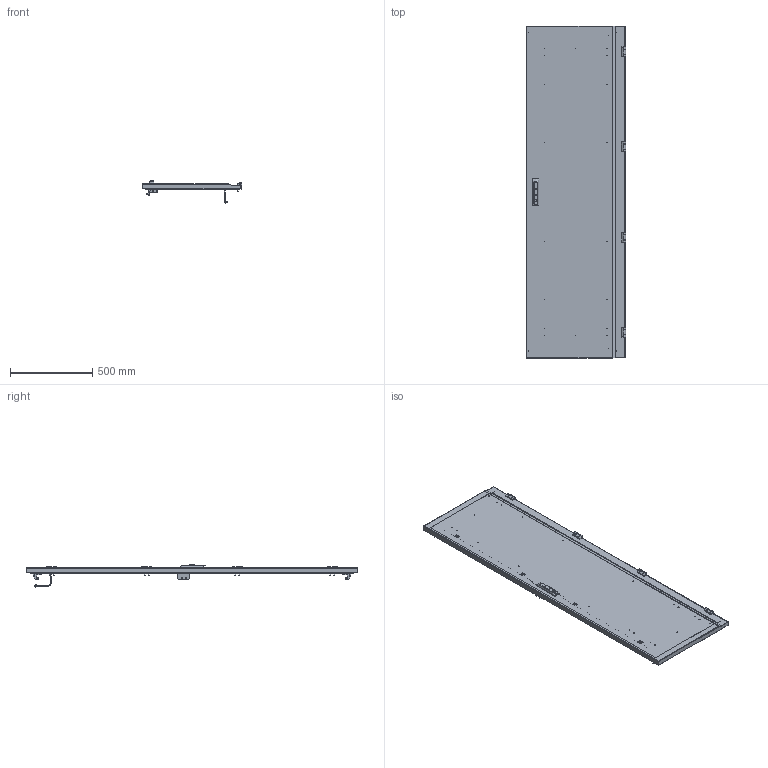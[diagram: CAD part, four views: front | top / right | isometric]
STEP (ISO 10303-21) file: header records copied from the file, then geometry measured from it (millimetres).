
FILE_DESCRIPTION (( 'STEP AP214' ), '1' );
FILE_NAME ('D2M600WP Äâåðü ãëóõàÿ_èçâ0038_06.19.step', '2020-11-05T13:52:47', ( '' ), ( '' ), 'SwSTEP 2.0', 'SolidWorks 2019', '' );
FILE_SCHEMA (( 'AUTOMOTIVE_DESIGN' ));
Length unit declared in the file: millimetre
Products named in the file (158): Íàêîíå÷èê êîëüöåâîé èçîëèðîâàííûé ÍÊÈ 6,0_6; 1000-67-02; Òÿãà_â; Øïèëüêà 6õ20; 1121-01-07; ﾘ琺矜 01.019 ﾃﾎﾑﾒ11371-78; AVT001.00.00.08 青鲥颻00; Òÿãà ñ ðîëèêîì ILM01.21.820 Atos; D6799_5; Øïèëüêà 4õ12; Êðîíøòåéí ïåòëè 1110-U122; Âèíò Ì6 ÃÎÑÒ17475-78; Íàêîíå÷èê êîëüöåâîé èçîëèðîâàííûé ÍÊÈ 6,0; ﾘ琺矜 65ﾃ 019 ﾃﾎﾑﾒ 6402-70; Ãàéêà ÃÎÑÒ 5915-70; D6799_5_1; AVT004.02.00.00 Äâåðü_èçâ0096_03.20_00; Îñü ïåòëè 1110-U122; Âèíò ñàìîíàðåçàþùèé Ì6 DIN 7516À; Áîëò ñî ñòîïîðíûìè çóáöàìè 100-277-02JB_Ì6õ6_EMKA; ﾘ琺矜 6 ﾃﾎﾑﾒ 10463_81; Ïåòëÿ 1110-U123; Õîìóòèê ïåòëè 1110-U122; Óïëîòíèòåëü ïîëèóðåòàíîâûé äâåðè 600; 剒蜲錪 1005 Atos; Ãàéêà ÃÎÑÒ 5915-70_6.6G.8; Íàïðàâëÿþùàÿ òÿãè ïëîñêîé ILY03.35 Atos; Ðó÷êà îòêèäíàÿ Atos; Íàïðàâëÿþùàÿ òÿãè ïëîñêîé ILY03.35 Atos_00; ﾘ琺矜 65ﾃ 019 ﾃﾎﾑﾒ 6402-70_4; AVT001.00.00.07 砎閷麠縺; ﾘﾒﾀﾍﾃﾎﾂﾛﾉ_ﾇﾀﾌﾎﾊ_Atos_00; Ïîâîäîê ñ 2 íàêîíå÷íèêàìè, L=400ìì_00; 1121-98; 1121-01-08; 1000-67-02_1; D2M600WP Äâåðü ãëóõàÿ_èçâ0038_06.19; AVT001.03.00.13 赶鎀鍧_00; 砎鍒鍱 PE_00; Òÿãà ñ ðîëèêîì ILM01.21.820 Atos_00 ...
Assembly tree (116 placements, depth 5):
  Òÿãà_â
  Øïèëüêà 6õ20
  ﾘ琺矜 01.019 ﾃﾎﾑﾒ11371-78
  Òÿãà ñ ðîëèêîì ILM01.21.820 Atos
  ﾘ琺矜 01.019 ﾃﾎﾑﾒ11371-78
Bounding box: 604.29 x 2013 x 133.44 mm (x, y, z)
Volume: 2824216.3 mm3; surface area: 3455640.8 mm2
Topology: 108 solids, 108 shells, 2861 faces, 7259 edges, 4589 vertices
Faces by surface type: plane 1337, cylinder 996, cone 278, torus 120, bspline 92, sphere 38
Entity records: 65857 total; most frequent: CARTESIAN_POINT 15321, ORIENTED_EDGE 9000, DIRECTION 8957, EDGE_CURVE 4500, AXIS2_PLACEMENT_3D 3128, VERTEX_POINT 2901, LINE 2701, VECTOR 2701
